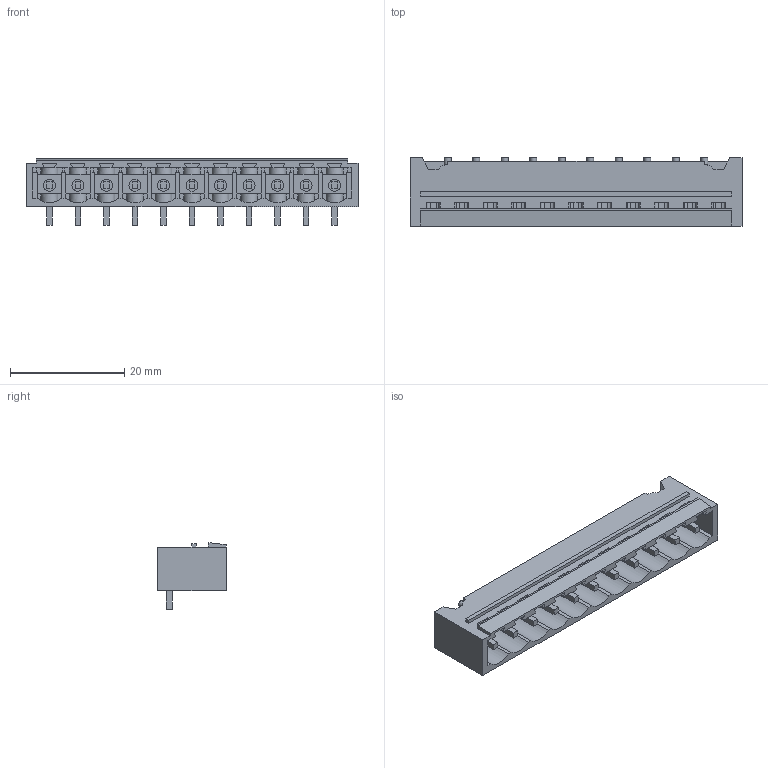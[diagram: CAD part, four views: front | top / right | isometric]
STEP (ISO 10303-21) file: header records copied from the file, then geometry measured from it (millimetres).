
FILE_DESCRIPTION(('CATIA V5 STEP Exchange','CAx-IF Rec.Pracs.--- Model Styling and Organization---1.2---2011-12-15'),'2;1');
FILE_NAME ('7592418_2_1840210000_1840210000.stp','2018-03-08T10:41:48+00:00',('none'),('Weidmueller'),'CATIA Version 5-6 Release 2014','CATIA V5 STEP AP214','none');
FILE_SCHEMA(('AUTOMOTIVE_DESIGN { 1 0 10303 214 1 1 1 1 }'));
Length unit declared in the file: millimetre
Products named in the file (1): 1840210000
Bounding box: 58.2 x 12 x 11.63 mm (x, y, z)
Volume: 2160.4 mm3; surface area: 5197.8 mm2
Topology: 12 solids, 12 shells, 884 faces, 2701 edges, 1821 vertices
Faces by surface type: plane 725, cylinder 141, extrusion 18
Entity records: 27962 total; most frequent: CARTESIAN_POINT 5658, ORIENTED_EDGE 5402, DIRECTION 3437, EDGE_CURVE 2701, VECTOR 2199, LINE 2181, VERTEX_POINT 1821, EDGE_LOOP 908
